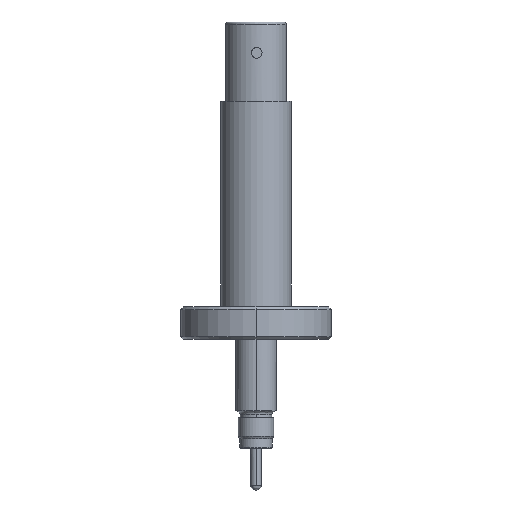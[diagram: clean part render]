
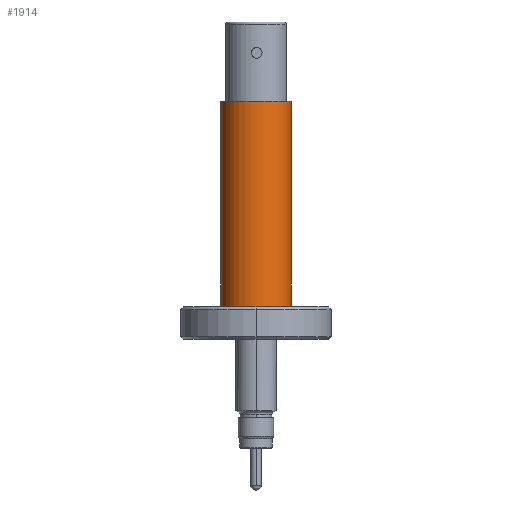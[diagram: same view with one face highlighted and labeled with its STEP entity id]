
A CAD part, left-side view. The second image highlights one B-rep face of the part: STEP entity #1914.
In plain terms, the highlighted cylindrical face has radius 7.874 mm (diameter 15.748 mm), a partial arc.
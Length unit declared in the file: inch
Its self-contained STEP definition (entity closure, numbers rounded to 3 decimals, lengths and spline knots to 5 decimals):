
#598 = AXIS2_PLACEMENT_3D ( 'NONE', #2622, #2623, #2624 ) ;
#623 = AXIS2_PLACEMENT_3D ( 'NONE', #2613, #2614, #2615 ) ;
#632 = AXIS2_PLACEMENT_3D ( 'NONE', #2341, #2337, #2343 ) ;
#653 = CIRCLE ( 'NONE', #623, 0.31 ) ;
#672 = VECTOR ( 'NONE', #2616, 39.37008 ) ;
#822 = VECTOR ( 'NONE', #2625, 39.37008 ) ;
#832 = CIRCLE ( 'NONE', #598, 0.31 ) ;
#1100 = EDGE_LOOP ( 'NONE', ( #1256, #1283, #1289, #1239 ) ) ;
#1239 = ORIENTED_EDGE ( 'NONE', *, *, #1969, .F. ) ;
#1256 = ORIENTED_EDGE ( 'NONE', *, *, #1971, .T. ) ;
#1283 = ORIENTED_EDGE ( 'NONE', *, *, #1972, .T. ) ;
#1289 = ORIENTED_EDGE ( 'NONE', *, *, #1968, .T. ) ;
#1914 = ADVANCED_FACE ( 'NONE', ( #2340 ), #2342, .T. ) ;
#1968 = EDGE_CURVE ( 'NONE', #3586, #3705, #653, .T. ) ;
#1969 = EDGE_CURVE ( 'NONE', #3561, #3705, #2612, .T. ) ;
#1971 = EDGE_CURVE ( 'NONE', #3561, #3742, #832, .T. ) ;
#1972 = EDGE_CURVE ( 'NONE', #3742, #3586, #2617, .T. ) ;
#2337 = DIRECTION ( 'NONE',  ( 0., 0., -1. ) ) ;
#2340 = FACE_OUTER_BOUND ( 'NONE', #1100, .T. ) ;
#2341 = CARTESIAN_POINT ( 'NONE',  ( -0.32712, 1.61886, 0.13087 ) ) ;
#2342 = CYLINDRICAL_SURFACE ( 'NONE', #632, 0.31 ) ;
#2343 = DIRECTION ( 'NONE',  ( 0.02, -1., 0. ) ) ;
#2609 = CARTESIAN_POINT ( 'NONE',  ( -0.32079, 1.30893, 0.13087 ) ) ;
#2612 = LINE ( 'NONE', #2609, #672 ) ;
#2613 = CARTESIAN_POINT ( 'NONE',  ( -0.32712, 1.61886, -0.32913 ) ) ;
#2614 = DIRECTION ( 'NONE',  ( 0., 0., 1. ) ) ;
#2615 = DIRECTION ( 'NONE',  ( 0.02, -1., 0. ) ) ;
#2616 = DIRECTION ( 'NONE',  ( 0., 0., -1. ) ) ;
#2617 = LINE ( 'NONE', #2618, #822 ) ;
#2618 = CARTESIAN_POINT ( 'NONE',  ( -0.33346, 1.9288, 0.13087 ) ) ;
#2622 = CARTESIAN_POINT ( 'NONE',  ( -0.32712, 1.61886, 1.62087 ) ) ;
#2623 = DIRECTION ( 'NONE',  ( 0., 0., -1. ) ) ;
#2624 = DIRECTION ( 'NONE',  ( 0.02, -1., 0. ) ) ;
#2625 = DIRECTION ( 'NONE',  ( 0., 0., -1. ) ) ;
#2890 = CARTESIAN_POINT ( 'NONE',  ( -0.32079, 1.30893, 1.62087 ) ) ;
#2906 = CARTESIAN_POINT ( 'NONE',  ( -0.33346, 1.9288, -0.32913 ) ) ;
#2976 = CARTESIAN_POINT ( 'NONE',  ( -0.32079, 1.30893, -0.32913 ) ) ;
#2995 = CARTESIAN_POINT ( 'NONE',  ( -0.33346, 1.9288, 1.62087 ) ) ;
#3561 = VERTEX_POINT ( 'NONE', #2890 ) ;
#3586 = VERTEX_POINT ( 'NONE', #2906 ) ;
#3705 = VERTEX_POINT ( 'NONE', #2976 ) ;
#3742 = VERTEX_POINT ( 'NONE', #2995 ) ;
